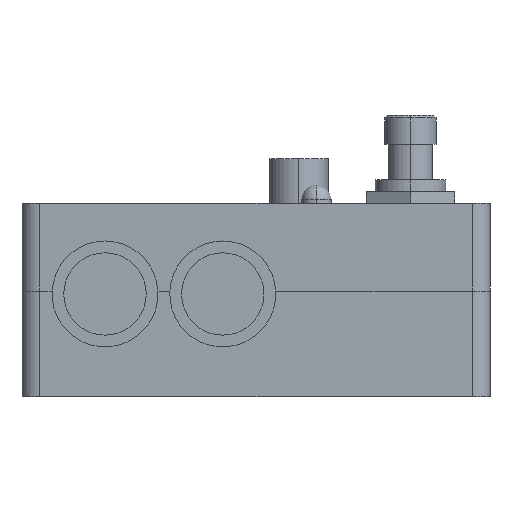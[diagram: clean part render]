
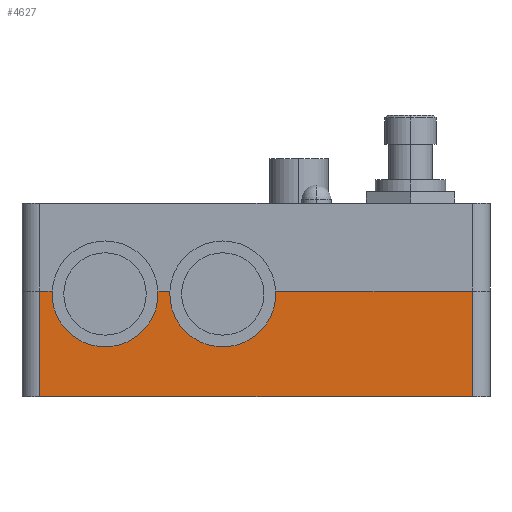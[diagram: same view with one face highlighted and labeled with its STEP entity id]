
A CAD part, left-side view. The second image highlights one B-rep face of the part: STEP entity #4627.
In plain terms, the highlighted planar face has unit normal (-1, 0, 0).
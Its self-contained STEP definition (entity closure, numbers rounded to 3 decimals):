
#2990=DIRECTION('',(0.,1.,0.));
#2991=VECTOR('',#2990,2.028);
#2992=CARTESIAN_POINT('',(-3.5,22.382,12.));
#2993=LINE('',#2992,#2991);
#3019=DIRECTION('',(0.,1.,0.));
#3020=VECTOR('',#3019,2.118);
#3021=CARTESIAN_POINT('',(-3.5,42.382,12.));
#3022=LINE('',#3021,#3020);
#3028=DIRECTION('',(0.,1.,0.));
#3029=VECTOR('',#3028,33.41);
#3030=CARTESIAN_POINT('',(-3.5,-29.,12.));
#3031=LINE('',#3030,#3029);
#3310=CARTESIAN_POINT('',(-3.5,33.396,11.5));
#3311=DIRECTION('',(1.,0.,0.));
#3312=DIRECTION('',(0.,-0.998,0.056));
#3313=AXIS2_PLACEMENT_3D('',#3310,#3311,#3312);
#3320=DIRECTION('',(0.,0.,1.));
#3321=VECTOR('',#3320,18.);
#3322=CARTESIAN_POINT('',(-3.5,44.5,-6.));
#3323=LINE('',#3322,#3321);
#3324=DIRECTION('',(0.,0.,1.));
#3325=VECTOR('',#3324,18.);
#3326=CARTESIAN_POINT('',(-3.5,-29.,-6.));
#3327=LINE('',#3326,#3325);
#3373=DIRECTION('',(0.,1.,0.));
#3374=VECTOR('',#3373,73.5);
#3375=CARTESIAN_POINT('',(-3.5,-29.,-6.));
#3376=LINE('',#3375,#3374);
#3812=CARTESIAN_POINT('',(-3.5,13.396,11.5));
#3813=DIRECTION('',(1.,0.,0.));
#3814=DIRECTION('',(0.,-0.998,0.056));
#3815=AXIS2_PLACEMENT_3D('',#3812,#3813,#3814);
#3891=CARTESIAN_POINT('',(-3.5,24.41,12.));
#3893=VERTEX_POINT('',#3891);
#3895=CARTESIAN_POINT('',(-3.5,42.382,12.));
#3897=VERTEX_POINT('',#3895);
#3899=CARTESIAN_POINT('',(-3.5,4.41,12.));
#3901=VERTEX_POINT('',#3899);
#3903=CARTESIAN_POINT('',(-3.5,22.382,12.));
#3905=VERTEX_POINT('',#3903);
#4035=CARTESIAN_POINT('',(-3.5,44.5,12.));
#4037=VERTEX_POINT('',#4035);
#4038=CARTESIAN_POINT('',(-3.5,44.5,-6.));
#4039=VERTEX_POINT('',#4038);
#4042=CARTESIAN_POINT('',(-3.5,-29.,12.));
#4044=VERTEX_POINT('',#4042);
#4048=CARTESIAN_POINT('',(-3.5,-29.,-6.));
#4049=VERTEX_POINT('',#4048);
#4608=CARTESIAN_POINT('',(-3.5,-32.,12.));
#4609=DIRECTION('',(-1.,0.,0.));
#4610=DIRECTION('',(0.,1.,0.));
#4611=AXIS2_PLACEMENT_3D('',#4608,#4609,#4610);
#4612=PLANE('',#4611);
#4614=ORIENTED_EDGE('',*,*,#4613,.T.);
#4615=ORIENTED_EDGE('',*,*,#4187,.F.);
#4616=ORIENTED_EDGE('',*,*,#4600,.F.);
#4617=ORIENTED_EDGE('',*,*,#4165,.F.);
#4619=ORIENTED_EDGE('',*,*,#4618,.F.);
#4620=ORIENTED_EDGE('',*,*,#4199,.F.);
#4622=ORIENTED_EDGE('',*,*,#4621,.F.);
#4624=ORIENTED_EDGE('',*,*,#4623,.T.);
#4625=EDGE_LOOP('',(#4614,#4615,#4616,#4617,#4619,#4620,#4622,#4624));
#4626=FACE_OUTER_BOUND('',#4625,.F.);
#4627=ADVANCED_FACE('',(#4626),#4612,.T.);
#3314=CIRCLE('',#3313,9.);
#3816=CIRCLE('',#3815,9.);
#4165=EDGE_CURVE('',#3905,#3893,#2993,.T.);
#4187=EDGE_CURVE('',#3897,#4037,#3022,.T.);
#4199=EDGE_CURVE('',#4044,#3901,#3031,.T.);
#4600=EDGE_CURVE('',#3893,#3897,#3314,.T.);
#4613=EDGE_CURVE('',#4039,#4037,#3323,.T.);
#4618=EDGE_CURVE('',#3901,#3905,#3816,.T.);
#4621=EDGE_CURVE('',#4049,#4044,#3327,.T.);
#4623=EDGE_CURVE('',#4049,#4039,#3376,.T.);
